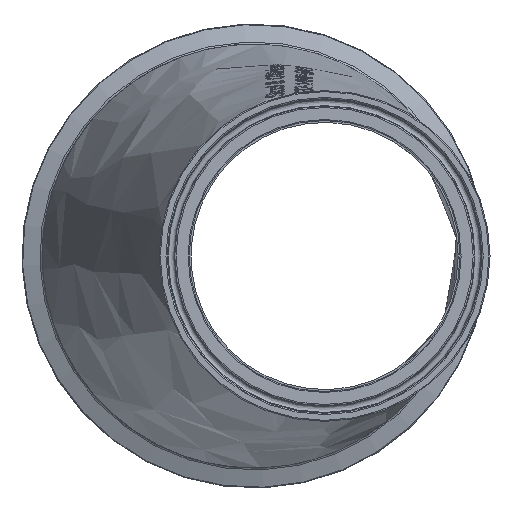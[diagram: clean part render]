
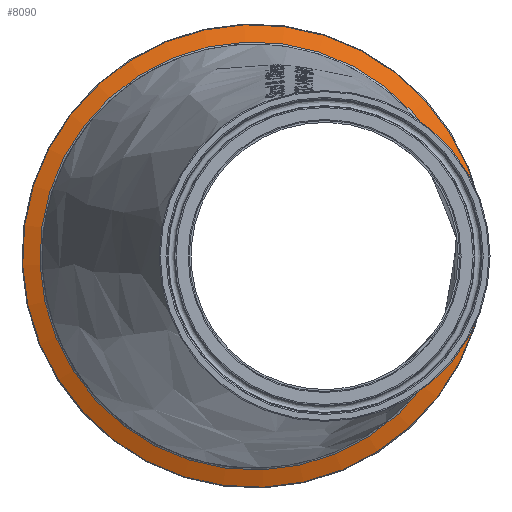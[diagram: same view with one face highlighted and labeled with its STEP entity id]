
A CAD part, left-side view. The second image highlights one B-rep face of the part: STEP entity #8090.
In plain terms, the highlighted conical face has half-angle 70 degrees and reference radius 79.82 mm.
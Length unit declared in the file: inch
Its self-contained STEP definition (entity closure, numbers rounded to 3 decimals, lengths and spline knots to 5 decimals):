
#13=CONICAL_SURFACE('',#8431,3.1425,70.);
#501=FACE_BOUND('',#1456,.T.);
#958=FACE_OUTER_BOUND('',#1455,.T.);
#1455=EDGE_LOOP('',(#7486));
#1456=EDGE_LOOP('',(#7487));
#3080=CIRCLE('',#8430,3.27513);
#3081=CIRCLE('',#8432,3.02961);
#3900=VERTEX_POINT('',#18233);
#3901=VERTEX_POINT('',#18236);
#5109=EDGE_CURVE('',#3900,#3900,#3080,.T.);
#5110=EDGE_CURVE('',#3901,#3901,#3081,.T.);
#7486=ORIENTED_EDGE('',*,*,#5110,.F.);
#7487=ORIENTED_EDGE('',*,*,#5109,.F.);
#8090=ADVANCED_FACE('',(#958,#501),#13,.T.);
#8430=AXIS2_PLACEMENT_3D('',#18234,#9487,#9488);
#8431=AXIS2_PLACEMENT_3D('',#18235,#9489,#9490);
#8432=AXIS2_PLACEMENT_3D('',#18237,#9491,#9492);
#9487=DIRECTION('center_axis',(1.,0.,0.));
#9488=DIRECTION('ref_axis',(0.,-0.739,0.674));
#9489=DIRECTION('center_axis',(1.,0.,0.));
#9490=DIRECTION('ref_axis',(0.,0.739,-0.674));
#9491=DIRECTION('center_axis',(-1.,0.,0.));
#9492=DIRECTION('ref_axis',(0.,-0.739,0.674));
#18233=CARTESIAN_POINT('',(6.02641,3.41968,-2.20718));
#18234=CARTESIAN_POINT('Origin',(6.02641,1.,0.));
#18235=CARTESIAN_POINT('Origin',(5.97813,1.,0.));
#18236=CARTESIAN_POINT('',(5.93705,3.23828,-2.04172));
#18237=CARTESIAN_POINT('Origin',(5.93705,1.,0.));
